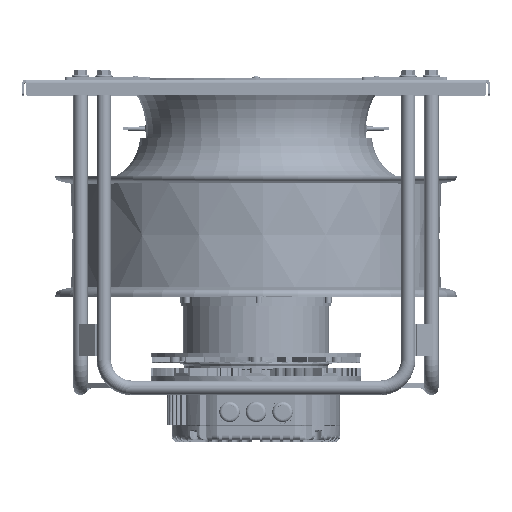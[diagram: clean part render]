
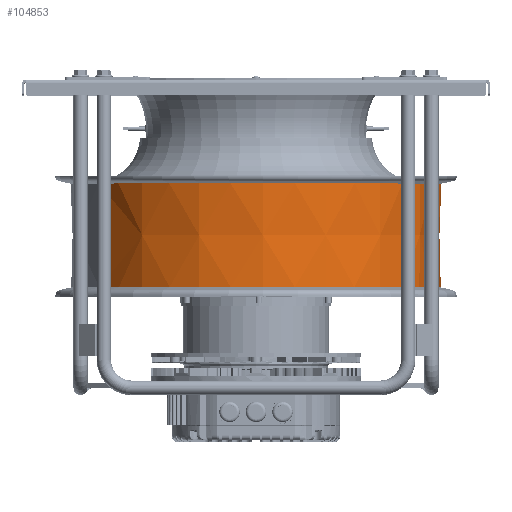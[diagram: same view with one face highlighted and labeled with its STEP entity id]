
A CAD part, top view. The second image highlights one B-rep face of the part: STEP entity #104853.
In plain terms, the highlighted conical face has half-angle 0.281 degrees and reference radius 237.388 mm.
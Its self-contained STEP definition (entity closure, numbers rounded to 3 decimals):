
#104136=CARTESIAN_POINT('',(0.,0.,0.));
#104137=DIRECTION('',(0.,1.,0.));
#104138=DIRECTION('',(0.,0.,1.));
#104139=AXIS2_PLACEMENT_3D('',#104136,#104137,#104138);
#104151=CARTESIAN_POINT('',(0.,133.047,0.));
#104152=DIRECTION('',(0.,1.,0.));
#104153=DIRECTION('',(-1.,0.,0.));
#104154=AXIS2_PLACEMENT_3D('',#104151,#104152,#104153);
#104156=CARTESIAN_POINT('',(0.,0.,0.));
#104157=DIRECTION('',(0.,1.,0.));
#104158=DIRECTION('',(-1.,0.,0.));
#104159=AXIS2_PLACEMENT_3D('',#104156,#104157,#104158);
#104171=DIRECTION('',(-0.005,-1.,0.));
#104172=VECTOR('',#104171,133.049);
#104173=CARTESIAN_POINT('',(237.714,133.047,
0.));
#104174=LINE('',#104173,#104172);
#104180=DIRECTION('',(0.005,-1.,0.));
#104181=VECTOR('',#104180,133.049);
#104182=CARTESIAN_POINT('',(-237.714,133.047,
0.));
#104183=LINE('',#104182,#104181);
#104492=CARTESIAN_POINT('',(-237.714,133.047,
0.));
#104493=VERTEX_POINT('',#104492);
#104504=CARTESIAN_POINT('',(237.714,133.047,
0.));
#104505=VERTEX_POINT('',#104504);
#104506=CARTESIAN_POINT('',(-237.062,0.,
0.));
#104507=CARTESIAN_POINT('',(0.,0.,
237.062));
#104508=VERTEX_POINT('',#104506);
#104509=VERTEX_POINT('',#104507);
#104510=CARTESIAN_POINT('',(237.062,0.,0.));
#104511=VERTEX_POINT('',#104510);
#104837=CARTESIAN_POINT('',(0.,66.524,0.));
#104838=DIRECTION('',(0.,1.,0.));
#104839=DIRECTION('',(1.,0.,0.));
#104840=AXIS2_PLACEMENT_3D('',#104837,#104838,#104839);
#104841=CONICAL_SURFACE('',#104840,237.388,0.281);
#104843=ORIENTED_EDGE('',*,*,#104842,.F.);
#104845=ORIENTED_EDGE('',*,*,#104844,.F.);
#104847=ORIENTED_EDGE('',*,*,#104846,.T.);
#104849=ORIENTED_EDGE('',*,*,#104848,.T.);
#104850=ORIENTED_EDGE('',*,*,#104825,.F.);
#104851=EDGE_LOOP('',(#104843,#104845,#104847,#104849,#104850));
#104852=FACE_OUTER_BOUND('',#104851,.F.);
#104853=ADVANCED_FACE('',(#104852),#104841,.T.);
#104140=CIRCLE('',#104139,237.062);
#104155=CIRCLE('',#104154,237.714);
#104160=CIRCLE('',#104159,237.062);
#104825=EDGE_CURVE('',#104509,#104511,#104140,.T.);
#104842=EDGE_CURVE('',#104508,#104509,#104160,.T.);
#104844=EDGE_CURVE('',#104493,#104508,#104183,.T.);
#104846=EDGE_CURVE('',#104493,#104505,#104155,.T.);
#104848=EDGE_CURVE('',#104505,#104511,#104174,.T.);
